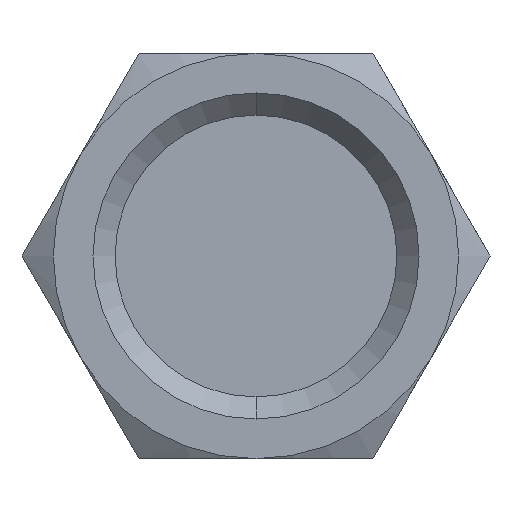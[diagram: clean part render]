
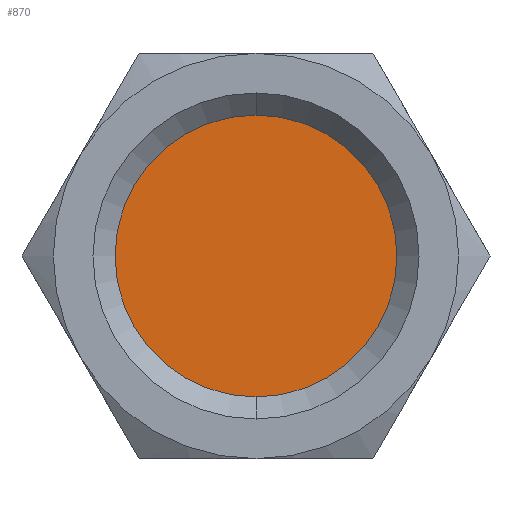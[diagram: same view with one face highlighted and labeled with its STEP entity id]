
A CAD part, front view. The second image highlights one B-rep face of the part: STEP entity #870.
In plain terms, the highlighted planar face has unit normal (0, -1, 0).
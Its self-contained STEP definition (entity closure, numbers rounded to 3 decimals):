
#13 = CARTESIAN_POINT ( 'NONE',  ( 0., 2.239, 0. ) ) ;
#14 = DIRECTION ( 'NONE',  ( 0., 1., 0. ) ) ;
#15 = DIRECTION ( 'NONE',  ( 0., 0., -1. ) ) ;
#109 = ORIENTED_EDGE ( 'NONE', *, *, #729, .F. ) ;
#110 = ORIENTED_EDGE ( 'NONE', *, *, #789, .F. ) ;
#376 = FACE_OUTER_BOUND ( 'NONE', #483, .T. ) ;
#473 = VERTEX_POINT ( 'NONE', #576 ) ;
#483 = EDGE_LOOP ( 'NONE', ( #109, #110 ) ) ;
#576 = CARTESIAN_POINT ( 'NONE',  ( 0., 2.239, -7.65 ) ) ;
#609 = CARTESIAN_POINT ( 'NONE',  ( 0., 2.239, 0. ) ) ;
#610 = DIRECTION ( 'NONE',  ( 0., 1., 0. ) ) ;
#611 = DIRECTION ( 'NONE',  ( 0., 0., -1. ) ) ;
#729 = EDGE_CURVE ( 'NONE', #473, #2682, #1259, .T. ) ;
#789 = EDGE_CURVE ( 'NONE', #2682, #473, #1317, .T. ) ;
#870 = ADVANCED_FACE ( 'NONE', ( #376 ), #2480, .T. ) ;
#1172 = CARTESIAN_POINT ( 'NONE',  ( 0., 2.239, 7.65 ) ) ;
#1259 = CIRCLE ( 'NONE', #2251, 7.65 ) ;
#1317 = CIRCLE ( 'NONE', #2277, 7.65 ) ;
#1725 = AXIS2_PLACEMENT_3D ( 'NONE', #2488, #2489, #2490 ) ;
#2251 = AXIS2_PLACEMENT_3D ( 'NONE', #609, #610, #611 ) ;
#2277 = AXIS2_PLACEMENT_3D ( 'NONE', #13, #14, #15 ) ;
#2480 = PLANE ( 'NONE',  #1725 ) ;
#2488 = CARTESIAN_POINT ( 'NONE',  ( 0., 2.239, 0. ) ) ;
#2489 = DIRECTION ( 'NONE',  ( 0., -1., 0. ) ) ;
#2490 = DIRECTION ( 'NONE',  ( 0., 0., -1. ) ) ;
#2682 = VERTEX_POINT ( 'NONE', #1172 ) ;
